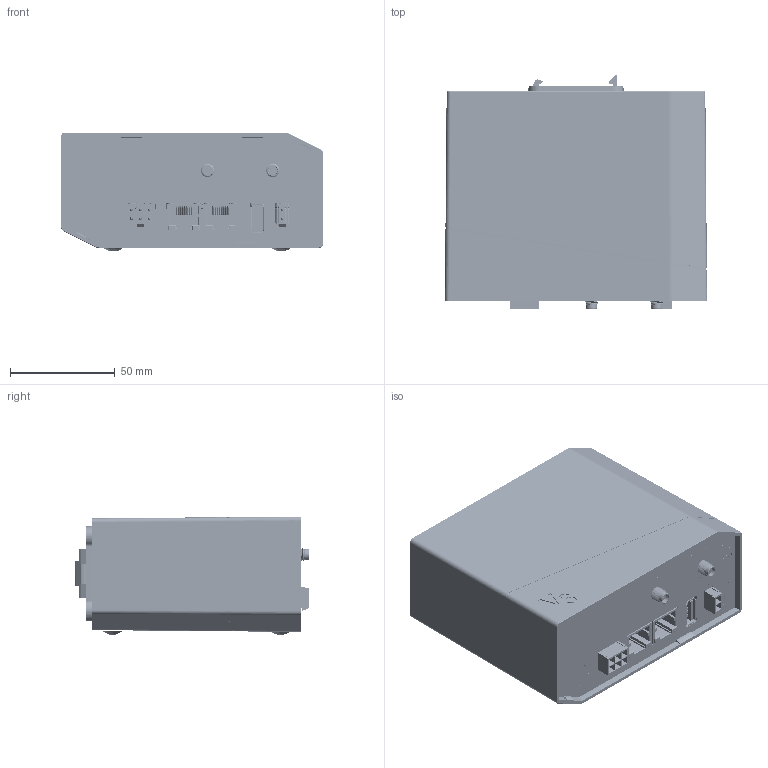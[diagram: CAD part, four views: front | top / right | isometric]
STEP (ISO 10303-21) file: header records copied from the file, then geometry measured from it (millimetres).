
FILE_DESCRIPTION (( 'STEP AP214' ), '1' );
FILE_NAME ('SmartFlex_SR307.STEP', '2019-02-08T07:56:23', ( '' ), ( '' ), 'SwSTEP 2.0', 'SolidWorks 2018', '' );
FILE_SCHEMA (( 'AUTOMOTIVE_DESIGN' ));
Length unit declared in the file: millimetre
Products named in the file (30): 5075AUR-04WH_(USB-A)_D‚faut; WSA_0803_09_07 (SMA); MODEL_V3_MODCON_A; 62000411821 (HEADER_4x1); M2_5x4_Torx_ISO14583; V3_SmartFlex_Motion_Port_none_2SMA; MEM2060-01-190-00-A (SD_slot); MODEL_V3_MODCON_B; MODEL_RJ45_METAL; PCB-RB3-3; 64900629522 (V3_IO); B_MODUL_PLS8_2SMA; 1050340001 (SIMV3); W_(M2_5_L6)5; CPK3_panel_700; HD2x5; CapacitorV3; BB-CPD3; 64900229522 (V3_power); BB_CPD3_SCREW; Spacer_PLA_6; CPK3; PCB-MO3-PXS8-5; W_(5x6)M2_5NUT; SmartFlex_SR307; B_RB3_3_B-RB3-3; VaristorV3; LPF-C013301S (Light Pipe); 62001421821 (HEADER_7x2); Podlozka_2_5x2_7_SCHNORR
Assembly tree (52 placements, depth 4):
  SmartFlex_SR307
    CPK3
    V3_SmartFlex_Motion_Port_none_2SMA
      B_RB3_3_B-RB3-3
        PCB-RB3-3
        MODEL_RJ45_METAL  x2
        5075AUR-04WH_(USB-A)_D‚faut
        HD2x5
        64900229522 (V3_power)
        MODEL_V3_MODCON_A  x2
        64900629522 (V3_IO)
        LPF-C013301S (Light Pipe)  x2
        MEM2060-01-190-00-A (SD_slot)
        62001421821 (HEADER_7x2)
        62000411821 (HEADER_4x1)  x2
        CapacitorV3
        VaristorV3
      W_(M2_5_L6)5
      W_(5x6)M2_5NUT
      Spacer_PLA_6  x2
      B_MODUL_PLS8_2SMA
        PCB-MO3-PXS8-5
        MODEL_V3_MODCON_B
        WSA_0803_09_07 (SMA)  x2
        LPF-C013301S (Light Pipe)
        1050340001 (SIMV3)  x2
      Podlozka_2_5x2_7_SCHNORR  x8
      M2_5x4_Torx_ISO14583  x8
    CPK3_panel_700
    BB-CPD3
    BB_CPD3_SCREW  x2
Bounding box: 125.01 x 111.29 x 56.71 mm (x, y, z)
Volume: 55256.5 mm3; surface area: 161400.3 mm2
Topology: 82 solids, 87 shells, 8553 faces, 23114 edges, 14957 vertices
Faces by surface type: plane 5109, cylinder 2392, bspline 668, torus 192, cone 136, sphere 56
Entity records: 289794 total; most frequent: CARTESIAN_POINT 72677, ORIENTED_EDGE 36104, DIRECTION 31123, EDGE_CURVE 18054, VECTOR 12357, LINE 12357, VERTEX_POINT 11695, AXIS2_PLACEMENT_3D 9383
